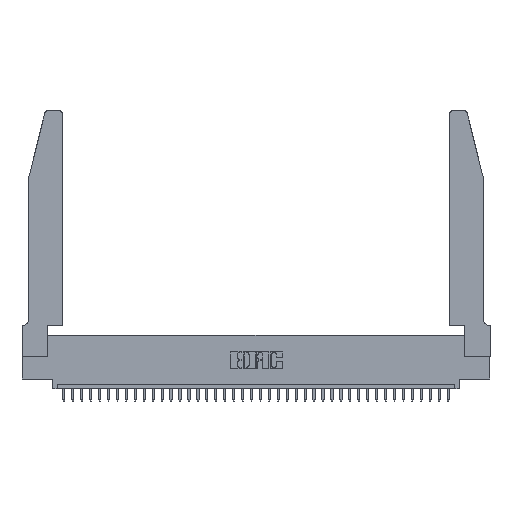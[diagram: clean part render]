
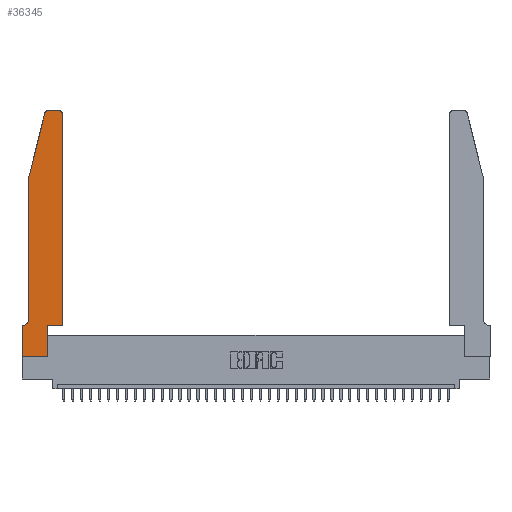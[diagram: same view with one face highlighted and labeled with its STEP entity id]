
A CAD part, top view. The second image highlights one B-rep face of the part: STEP entity #36345.
In plain terms, the highlighted planar face has unit normal (0, 0, 1).
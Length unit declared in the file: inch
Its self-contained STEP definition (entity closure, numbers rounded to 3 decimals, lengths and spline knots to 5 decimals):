
#97 = CARTESIAN_POINT ( 'NONE',  ( 0.2865, 0.35, 0.37 ) ) ;
#506 = CARTESIAN_POINT ( 'NONE',  ( 0.2605, 2.75, 0.37 ) ) ;
#982 = EDGE_CURVE ( 'NONE', #29166, #3117, #18806, .T. ) ;
#1450 = CARTESIAN_POINT ( 'NONE',  ( 0., 0., 0.37 ) ) ;
#1821 = DIRECTION ( 'NONE',  ( 0., -1., 0. ) ) ;
#2140 = LINE ( 'NONE', #31306, #3035 ) ;
#3035 = VECTOR ( 'NONE', #1821, 39.37008 ) ;
#3117 = VERTEX_POINT ( 'NONE', #21397 ) ;
#3230 = ORIENTED_EDGE ( 'NONE', *, *, #982, .T. ) ;
#3252 = VECTOR ( 'NONE', #14508, 39.37008 ) ;
#3407 = DIRECTION ( 'NONE',  ( -1., 0., 0. ) ) ;
#4212 = EDGE_CURVE ( 'NONE', #14807, #12073, #35191, .T. ) ;
#4267 = CIRCLE ( 'NONE', #35269, 0.03 ) ;
#4400 = VERTEX_POINT ( 'NONE', #37522 ) ;
#4677 = VERTEX_POINT ( 'NONE', #35765 ) ;
#4717 = ORIENTED_EDGE ( 'NONE', *, *, #11859, .T. ) ;
#5285 = VERTEX_POINT ( 'NONE', #24590 ) ;
#5662 = DIRECTION ( 'NONE',  ( 1., 0., 0. ) ) ;
#5910 = CARTESIAN_POINT ( 'NONE',  ( 0.284, 2.72, 0.37 ) ) ;
#6455 = CARTESIAN_POINT ( 'NONE',  ( 0.0755, 2., 0.37 ) ) ;
#6851 = ORIENTED_EDGE ( 'NONE', *, *, #13191, .T. ) ;
#7235 = ORIENTED_EDGE ( 'NONE', *, *, #32698, .T. ) ;
#7470 = VERTEX_POINT ( 'NONE', #29473 ) ;
#8265 = EDGE_CURVE ( 'NONE', #12073, #4400, #10202, .T. ) ;
#9044 = VERTEX_POINT ( 'NONE', #31657 ) ;
#9164 = VECTOR ( 'NONE', #35074, 39.37008 ) ;
#9224 = DIRECTION ( 'NONE',  ( 0., 0., 1. ) ) ;
#9639 = ORIENTED_EDGE ( 'NONE', *, *, #8265, .T. ) ;
#9878 = EDGE_CURVE ( 'NONE', #3117, #14807, #36130, .T. ) ;
#10202 = LINE ( 'NONE', #1450, #27101 ) ;
#10906 = DIRECTION ( 'NONE',  ( 0., 0., 1. ) ) ;
#11185 = ORIENTED_EDGE ( 'NONE', *, *, #13042, .T. ) ;
#11582 = CARTESIAN_POINT ( 'NONE',  ( 0.4505, 0.35, 0.37 ) ) ;
#11615 = DIRECTION ( 'NONE',  ( -1., 0., 0. ) ) ;
#11859 = EDGE_CURVE ( 'NONE', #4677, #9044, #21629, .T. ) ;
#12073 = VERTEX_POINT ( 'NONE', #16114 ) ;
#13042 = EDGE_CURVE ( 'NONE', #7470, #4677, #4267, .T. ) ;
#13118 = ORIENTED_EDGE ( 'NONE', *, *, #4212, .T. ) ;
#13191 = EDGE_CURVE ( 'NONE', #9044, #14113, #25706, .T. ) ;
#13199 = ORIENTED_EDGE ( 'NONE', *, *, #26693, .T. ) ;
#13379 = CARTESIAN_POINT ( 'NONE',  ( 0.0755, 0.42, 0.37 ) ) ;
#13557 = VERTEX_POINT ( 'NONE', #24792 ) ;
#14113 = VERTEX_POINT ( 'NONE', #34462 ) ;
#14245 = CARTESIAN_POINT ( 'NONE',  ( 0.2865, 0.35, 0.37 ) ) ;
#14323 = EDGE_CURVE ( 'NONE', #17043, #5285, #17843, .T. ) ;
#14508 = DIRECTION ( 'NONE',  ( 1., 0., 0. ) ) ;
#14573 = FACE_OUTER_BOUND ( 'NONE', #21279, .T. ) ;
#14807 = VERTEX_POINT ( 'NONE', #25479 ) ;
#15392 = VECTOR ( 'NONE', #27594, 39.37008 ) ;
#15509 = VECTOR ( 'NONE', #24926, 39.37008 ) ;
#16114 = CARTESIAN_POINT ( 'NONE',  ( 0., 0., 0.37 ) ) ;
#17043 = VERTEX_POINT ( 'NONE', #97 ) ;
#17843 = LINE ( 'NONE', #11582, #3252 ) ;
#17984 = EDGE_CURVE ( 'NONE', #13557, #29166, #2140, .T. ) ;
#18005 = ORIENTED_EDGE ( 'NONE', *, *, #9878, .T. ) ;
#18505 = AXIS2_PLACEMENT_3D ( 'NONE', #28173, #10906, #19701 ) ;
#18806 = CIRCLE ( 'NONE', #22062, 0.07 ) ;
#19701 = DIRECTION ( 'NONE',  ( 1., 0., 0. ) ) ;
#19743 = DIRECTION ( 'NONE',  ( 0., 1., 0. ) ) ;
#20582 = ORIENTED_EDGE ( 'NONE', *, *, #17984, .T. ) ;
#20599 = DIRECTION ( 'NONE',  ( 1., 0., 0. ) ) ;
#21140 = DIRECTION ( 'NONE',  ( -0.239, -0.971, 0. ) ) ;
#21279 = EDGE_LOOP ( 'NONE', ( #4717, #6851, #32690, #20582, #3230, #18005, #13118, #9639, #7235, #36838, #13199, #11185 ) ) ;
#21397 = CARTESIAN_POINT ( 'NONE',  ( 0.0055, 0.35, 0.37 ) ) ;
#21629 = LINE ( 'NONE', #506, #37593 ) ;
#22062 = AXIS2_PLACEMENT_3D ( 'NONE', #29139, #34874, #11615 ) ;
#22214 = VECTOR ( 'NONE', #21140, 39.37008 ) ;
#22283 = PLANE ( 'NONE',  #18505 ) ;
#22757 = VECTOR ( 'NONE', #19743, 39.37008 ) ;
#23167 = CARTESIAN_POINT ( 'NONE',  ( 0.4205, 2.72, 0.37 ) ) ;
#24590 = CARTESIAN_POINT ( 'NONE',  ( 0.4505, 0.35, 0.37 ) ) ;
#24626 = LINE ( 'NONE', #14245, #22757 ) ;
#24792 = CARTESIAN_POINT ( 'NONE',  ( 0.0755, 2., 0.37 ) ) ;
#24803 = CARTESIAN_POINT ( 'NONE',  ( 0., 0., 0.37 ) ) ;
#24926 = DIRECTION ( 'NONE',  ( 0., -1., 0. ) ) ;
#25142 = CARTESIAN_POINT ( 'NONE',  ( 0.4505, 0.35, 0.37 ) ) ;
#25479 = CARTESIAN_POINT ( 'NONE',  ( 0., 0.35, 0.37 ) ) ;
#25706 = CIRCLE ( 'NONE', #26696, 0.03 ) ;
#26693 = EDGE_CURVE ( 'NONE', #5285, #7470, #32335, .T. ) ;
#26696 = AXIS2_PLACEMENT_3D ( 'NONE', #5910, #9224, #20599 ) ;
#27101 = VECTOR ( 'NONE', #33481, 39.37008 ) ;
#27594 = DIRECTION ( 'NONE',  ( 0., 1., 0. ) ) ;
#28173 = CARTESIAN_POINT ( 'NONE',  ( 0., 0.35, 0.37 ) ) ;
#29083 = CARTESIAN_POINT ( 'NONE',  ( 0.0755, 0.35, 0.37 ) ) ;
#29139 = CARTESIAN_POINT ( 'NONE',  ( 0.0055, 0.42, 0.37 ) ) ;
#29166 = VERTEX_POINT ( 'NONE', #13379 ) ;
#29473 = CARTESIAN_POINT ( 'NONE',  ( 0.4505, 2.72, 0.37 ) ) ;
#30184 = DIRECTION ( 'NONE',  ( 0., 0., 1. ) ) ;
#31306 = CARTESIAN_POINT ( 'NONE',  ( 0.0755, 2., 0.37 ) ) ;
#31657 = CARTESIAN_POINT ( 'NONE',  ( 0.284, 2.75, 0.37 ) ) ;
#32335 = LINE ( 'NONE', #25142, #15392 ) ;
#32690 = ORIENTED_EDGE ( 'NONE', *, *, #34341, .T. ) ;
#32698 = EDGE_CURVE ( 'NONE', #4400, #17043, #24626, .T. ) ;
#33481 = DIRECTION ( 'NONE',  ( 1., 0., 0. ) ) ;
#34094 = LINE ( 'NONE', #6455, #22214 ) ;
#34341 = EDGE_CURVE ( 'NONE', #14113, #13557, #34094, .T. ) ;
#34462 = CARTESIAN_POINT ( 'NONE',  ( 0.25487, 2.72718, 0.37 ) ) ;
#34874 = DIRECTION ( 'NONE',  ( 0., 0., -1. ) ) ;
#35074 = DIRECTION ( 'NONE',  ( -1., 0., 0. ) ) ;
#35191 = LINE ( 'NONE', #24803, #15509 ) ;
#35269 = AXIS2_PLACEMENT_3D ( 'NONE', #23167, #30184, #5662 ) ;
#35765 = CARTESIAN_POINT ( 'NONE',  ( 0.4205, 2.75, 0.37 ) ) ;
#36130 = LINE ( 'NONE', #29083, #9164 ) ;
#36345 = ADVANCED_FACE ( 'NONE', ( #14573 ), #22283, .T. ) ;
#36838 = ORIENTED_EDGE ( 'NONE', *, *, #14323, .T. ) ;
#37522 = CARTESIAN_POINT ( 'NONE',  ( 0.2865, 0., 0.37 ) ) ;
#37593 = VECTOR ( 'NONE', #3407, 39.37008 ) ;
